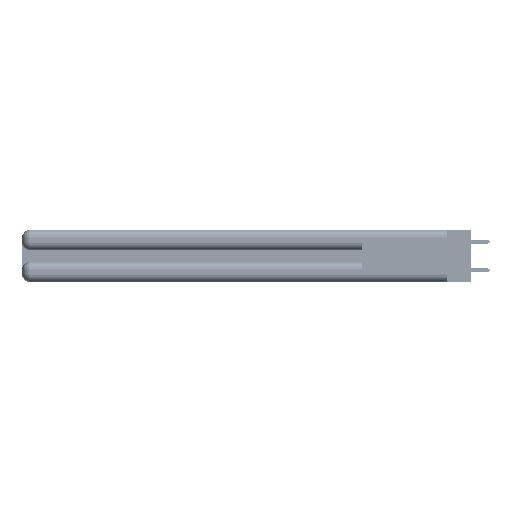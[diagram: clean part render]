
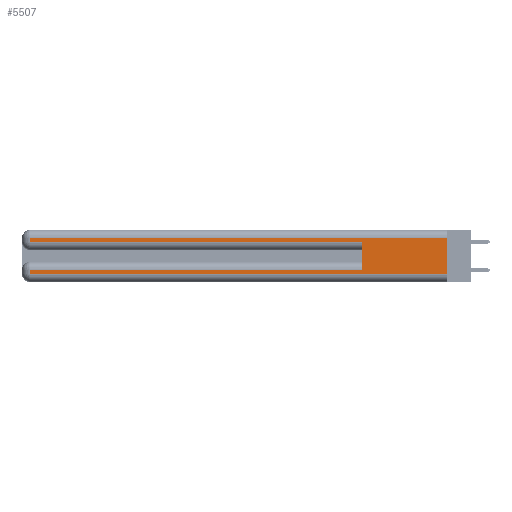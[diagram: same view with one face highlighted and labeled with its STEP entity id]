
A CAD part, left-side view. The second image highlights one B-rep face of the part: STEP entity #5507.
In plain terms, the highlighted planar face has unit normal (-1, 0, 0).
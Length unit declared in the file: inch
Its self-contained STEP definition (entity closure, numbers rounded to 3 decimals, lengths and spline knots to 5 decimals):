
#1487 = DIRECTION ( 'NONE',  ( 1., 0., 0. ) ) ;
#1665 = DIRECTION ( 'NONE',  ( 0., 1., 0. ) ) ;
#2649 = EDGE_CURVE ( 'NONE', #19865, #4199, #40639, .T. ) ;
#3287 = EDGE_CURVE ( 'NONE', #17950, #47034, #31583, .T. ) ;
#4199 = VERTEX_POINT ( 'NONE', #10570 ) ;
#5507 = ADVANCED_FACE ( 'NONE', ( #50856 ), #22149, .F. ) ;
#7309 = ORIENTED_EDGE ( 'NONE', *, *, #11257, .F. ) ;
#8161 = ORIENTED_EDGE ( 'NONE', *, *, #29522, .T. ) ;
#8537 = EDGE_CURVE ( 'NONE', #19865, #17950, #24354, .T. ) ;
#9591 = CARTESIAN_POINT ( 'NONE',  ( 0., 0., 0.31 ) ) ;
#10570 = CARTESIAN_POINT ( 'NONE',  ( 0., 0., 0.06 ) ) ;
#10748 = VECTOR ( 'NONE', #13899, 39.37008 ) ;
#11168 = CARTESIAN_POINT ( 'NONE',  ( 0., 2.94, 0.31 ) ) ;
#11184 = EDGE_CURVE ( 'NONE', #27115, #4199, #47317, .T. ) ;
#11257 = EDGE_CURVE ( 'NONE', #42038, #14504, #43506, .T. ) ;
#11779 = CARTESIAN_POINT ( 'NONE',  ( 0., 0.6, 0.085 ) ) ;
#12704 = VECTOR ( 'NONE', #49950, 39.37008 ) ;
#13388 = CARTESIAN_POINT ( 'NONE',  ( 0., 0., 0.06 ) ) ;
#13435 = VECTOR ( 'NONE', #17182, 39.37008 ) ;
#13530 = AXIS2_PLACEMENT_3D ( 'NONE', #50772, #1487, #30409 ) ;
#13899 = DIRECTION ( 'NONE',  ( 0., 0., 1. ) ) ;
#14504 = VERTEX_POINT ( 'NONE', #39793 ) ;
#15467 = EDGE_LOOP ( 'NONE', ( #42775, #19707, #37996, #8161, #7309, #16685, #50720, #36636 ) ) ;
#16685 = ORIENTED_EDGE ( 'NONE', *, *, #47999, .T. ) ;
#17067 = EDGE_CURVE ( 'NONE', #48505, #27115, #44125, .T. ) ;
#17182 = DIRECTION ( 'NONE',  ( 0., 1., 0. ) ) ;
#17950 = VERTEX_POINT ( 'NONE', #11168 ) ;
#19707 = ORIENTED_EDGE ( 'NONE', *, *, #8537, .T. ) ;
#19865 = VERTEX_POINT ( 'NONE', #9591 ) ;
#20653 = VECTOR ( 'NONE', #22747, 39.37008 ) ;
#21311 = CARTESIAN_POINT ( 'NONE',  ( 0., 2.94, 0.37 ) ) ;
#22007 = CARTESIAN_POINT ( 'NONE',  ( 0., 0.6, 0.145 ) ) ;
#22149 = PLANE ( 'NONE',  #13530 ) ;
#22747 = DIRECTION ( 'NONE',  ( 0., 0., -1. ) ) ;
#24354 = LINE ( 'NONE', #29407, #13435 ) ;
#24801 = DIRECTION ( 'NONE',  ( 0., 0., -1. ) ) ;
#25314 = CARTESIAN_POINT ( 'NONE',  ( 0., 2.94, 0.085 ) ) ;
#27115 = VERTEX_POINT ( 'NONE', #40689 ) ;
#29407 = CARTESIAN_POINT ( 'NONE',  ( 0., 0., 0.31 ) ) ;
#29522 = EDGE_CURVE ( 'NONE', #47034, #14504, #48348, .T. ) ;
#30409 = DIRECTION ( 'NONE',  ( 0., 0., -1. ) ) ;
#31583 = LINE ( 'NONE', #41077, #20653 ) ;
#32269 = CARTESIAN_POINT ( 'NONE',  ( 0., 2.94, 0.285 ) ) ;
#36636 = ORIENTED_EDGE ( 'NONE', *, *, #11184, .T. ) ;
#37528 = VECTOR ( 'NONE', #47646, 39.37008 ) ;
#37996 = ORIENTED_EDGE ( 'NONE', *, *, #3287, .T. ) ;
#38350 = VECTOR ( 'NONE', #42072, 39.37008 ) ;
#38674 = VECTOR ( 'NONE', #1665, 39.37008 ) ;
#39793 = CARTESIAN_POINT ( 'NONE',  ( 0., 0.6, 0.285 ) ) ;
#40639 = LINE ( 'NONE', #49322, #41884 ) ;
#40689 = CARTESIAN_POINT ( 'NONE',  ( 0., 2.94, 0.06 ) ) ;
#41077 = CARTESIAN_POINT ( 'NONE',  ( 0., 2.94, 0.37 ) ) ;
#41884 = VECTOR ( 'NONE', #24801, 39.37008 ) ;
#42038 = VERTEX_POINT ( 'NONE', #11779 ) ;
#42072 = DIRECTION ( 'NONE',  ( 0., -1., 0. ) ) ;
#42775 = ORIENTED_EDGE ( 'NONE', *, *, #2649, .F. ) ;
#43506 = LINE ( 'NONE', #22007, #10748 ) ;
#44125 = LINE ( 'NONE', #21311, #12704 ) ;
#47034 = VERTEX_POINT ( 'NONE', #32269 ) ;
#47317 = LINE ( 'NONE', #13388, #38350 ) ;
#47646 = DIRECTION ( 'NONE',  ( 0., -1., 0. ) ) ;
#47999 = EDGE_CURVE ( 'NONE', #42038, #48505, #50767, .T. ) ;
#48348 = LINE ( 'NONE', #51759, #37528 ) ;
#48505 = VERTEX_POINT ( 'NONE', #25314 ) ;
#49322 = CARTESIAN_POINT ( 'NONE',  ( 0., 0., 0.37 ) ) ;
#49950 = DIRECTION ( 'NONE',  ( 0., 0., -1. ) ) ;
#50720 = ORIENTED_EDGE ( 'NONE', *, *, #17067, .T. ) ;
#50767 = LINE ( 'NONE', #50917, #38674 ) ;
#50772 = CARTESIAN_POINT ( 'NONE',  ( 0., 0., 0.37 ) ) ;
#50856 = FACE_OUTER_BOUND ( 'NONE', #15467, .T. ) ;
#50917 = CARTESIAN_POINT ( 'NONE',  ( 0., 0., 0.085 ) ) ;
#51759 = CARTESIAN_POINT ( 'NONE',  ( 0., 0., 0.285 ) ) ;
